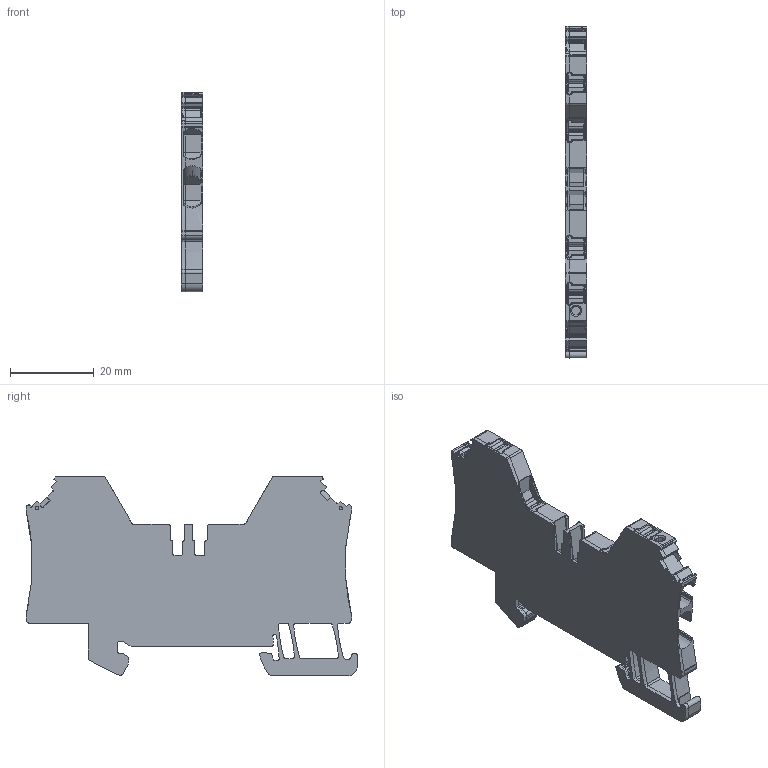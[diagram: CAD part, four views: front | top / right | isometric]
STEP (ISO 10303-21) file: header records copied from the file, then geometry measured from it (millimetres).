
FILE_DESCRIPTION(('CATIA V5 STEP Exchange','CAx-IF Rec.Pracs.--- Model Styling and Organization---1.5--- 2016-08-15','CAx-IF Rec.Pracs.---Supplemental Geometry---1.0---2011-11-01','CAx-IF Rec.Pracs.--- Composite Materials ---1.1---2010-07-15'),'2;1');
FILE_NAME ('1389523-6_0', '2025-09-19T12:44:23+00:00', ('none'), ('Weidmueller'), 'CATIA Version 5-6 Release 2024 SP4', 'CATIA V5 STEP AP214 v3', 'none');
FILE_SCHEMA(('AUTOMOTIVE_DESIGN { 1 0 10303 214 1 1 1 1 }'));
Length unit declared in the file: millimetre
Products named in the file (1): AL4C_2-5_PE
Bounding box: 5.1 x 79.11 x 47.55 mm (x, y, z)
Volume: 11044.6 mm3; surface area: 13142.2 mm2
Topology: 6 solids, 6 shells, 976 faces, 2799 edges, 1832 vertices
Faces by surface type: plane 460, cylinder 383, extrusion 64, cone 34, bspline 30, sphere 3, torus 2
Entity records: 33529 total; most frequent: CARTESIAN_POINT 9343, ORIENTED_EDGE 5586, DIRECTION 4004, EDGE_CURVE 2793, VECTOR 1874, VERTEX_POINT 1832, LINE 1810, AXIS2_PLACEMENT_3D 1371
